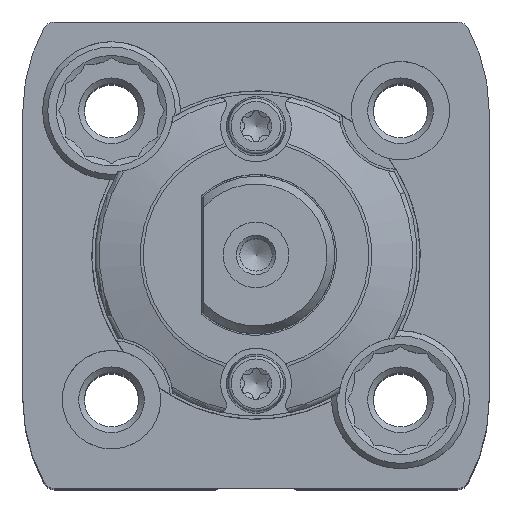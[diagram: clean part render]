
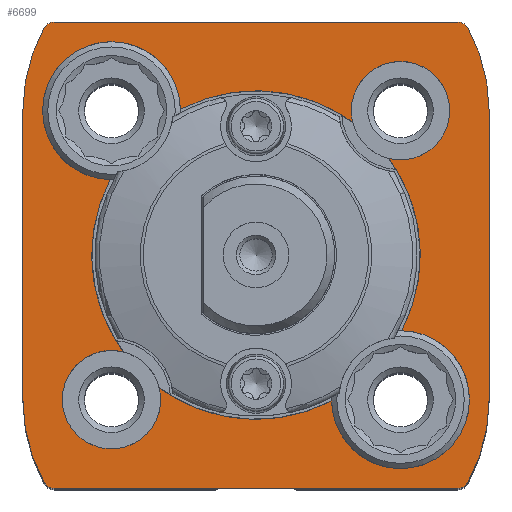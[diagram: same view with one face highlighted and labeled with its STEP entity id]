
A CAD part, top view. The second image highlights one B-rep face of the part: STEP entity #6699.
In plain terms, the highlighted planar face has unit normal (0, 0, 1).
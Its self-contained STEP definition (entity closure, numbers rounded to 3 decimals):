
#65=PLANE('',#7255);
#542=LINE('',#10583,#1011);
#543=LINE('',#10589,#1012);
#544=LINE('',#10595,#1013);
#545=LINE('',#10601,#1014);
#1011=VECTOR('',#8289,1000.);
#1012=VECTOR('',#8294,1000.);
#1013=VECTOR('',#8299,1000.);
#1014=VECTOR('',#8304,1000.);
#1652=ORIENTED_EDGE('',*,*,#3620,.T.);
#1653=ORIENTED_EDGE('',*,*,#3621,.T.);
#1654=ORIENTED_EDGE('',*,*,#3622,.T.);
#1655=ORIENTED_EDGE('',*,*,#3623,.T.);
#1656=ORIENTED_EDGE('',*,*,#3624,.T.);
#1657=ORIENTED_EDGE('',*,*,#3625,.T.);
#1658=ORIENTED_EDGE('',*,*,#3626,.T.);
#1659=ORIENTED_EDGE('',*,*,#3627,.T.);
#1660=ORIENTED_EDGE('',*,*,#3628,.T.);
#1661=ORIENTED_EDGE('',*,*,#3629,.T.);
#1662=ORIENTED_EDGE('',*,*,#3630,.T.);
#1663=ORIENTED_EDGE('',*,*,#3631,.T.);
#1664=ORIENTED_EDGE('',*,*,#3615,.T.);
#1665=ORIENTED_EDGE('',*,*,#3632,.T.);
#1666=ORIENTED_EDGE('',*,*,#3613,.T.);
#1667=ORIENTED_EDGE('',*,*,#3633,.T.);
#1668=ORIENTED_EDGE('',*,*,#3634,.T.);
#1669=ORIENTED_EDGE('',*,*,#3635,.T.);
#1670=ORIENTED_EDGE('',*,*,#3636,.T.);
#1671=ORIENTED_EDGE('',*,*,#3637,.T.);
#3613=EDGE_CURVE('',#4581,#4585,#5166,.T.);
#3615=EDGE_CURVE('',#4588,#4586,#5167,.T.);
#3620=EDGE_CURVE('',#4592,#4593,#5170,.T.);
#3621=EDGE_CURVE('',#4593,#4594,#542,.T.);
#3622=EDGE_CURVE('',#4594,#4595,#5171,.T.);
#3623=EDGE_CURVE('',#4595,#4596,#5172,.T.);
#3624=EDGE_CURVE('',#4596,#4597,#543,.T.);
#3625=EDGE_CURVE('',#4597,#4598,#5173,.T.);
#3626=EDGE_CURVE('',#4598,#4599,#5174,.T.);
#3627=EDGE_CURVE('',#4599,#4600,#544,.T.);
#3628=EDGE_CURVE('',#4600,#4601,#5175,.T.);
#3629=EDGE_CURVE('',#4601,#4602,#5176,.T.);
#3630=EDGE_CURVE('',#4602,#4603,#545,.T.);
#3631=EDGE_CURVE('',#4603,#4592,#5177,.T.);
#3632=EDGE_CURVE('',#4586,#4581,#5178,.F.);
#3633=EDGE_CURVE('',#4585,#4604,#5179,.F.);
#3634=EDGE_CURVE('',#4604,#4605,#5180,.T.);
#3635=EDGE_CURVE('',#4605,#4606,#5181,.F.);
#3636=EDGE_CURVE('',#4606,#4607,#5182,.T.);
#3637=EDGE_CURVE('',#4607,#4588,#5183,.F.);
#4581=VERTEX_POINT('',#10556);
#4585=VERTEX_POINT('',#10564);
#4586=VERTEX_POINT('',#10568);
#4588=VERTEX_POINT('',#10571);
#4592=VERTEX_POINT('',#10581);
#4593=VERTEX_POINT('',#10582);
#4594=VERTEX_POINT('',#10584);
#4595=VERTEX_POINT('',#10586);
#4596=VERTEX_POINT('',#10588);
#4597=VERTEX_POINT('',#10590);
#4598=VERTEX_POINT('',#10592);
#4599=VERTEX_POINT('',#10594);
#4600=VERTEX_POINT('',#10596);
#4601=VERTEX_POINT('',#10598);
#4602=VERTEX_POINT('',#10600);
#4603=VERTEX_POINT('',#10602);
#4604=VERTEX_POINT('',#10606);
#4605=VERTEX_POINT('',#10608);
#4606=VERTEX_POINT('',#10610);
#4607=VERTEX_POINT('',#10612);
#5166=CIRCLE('',#7250,12.5);
#5167=CIRCLE('',#7252,12.5);
#5170=CIRCLE('',#7256,13.);
#5171=CIRCLE('',#7257,13.);
#5172=CIRCLE('',#7258,0.85);
#5173=CIRCLE('',#7259,0.85);
#5174=CIRCLE('',#7260,13.);
#5175=CIRCLE('',#7261,13.);
#5176=CIRCLE('',#7262,0.85);
#5177=CIRCLE('',#7263,0.85);
#5178=CIRCLE('',#7264,5.25);
#5179=CIRCLE('',#7265,3.75);
#5180=CIRCLE('',#7266,12.5);
#5181=CIRCLE('',#7267,5.25);
#5182=CIRCLE('',#7268,12.5);
#5183=CIRCLE('',#7269,3.75);
#5490=EDGE_LOOP('',(#1652,#1653,#1654,#1655,#1656,#1657,#1658,#1659,#1660,
#1661,#1662,#1663));
#5491=EDGE_LOOP('',(#1664,#1665,#1666,#1667,#1668,#1669,#1670,#1671));
#6006=FACE_BOUND('',#5490,.T.);
#6007=FACE_BOUND('',#5491,.T.);
#6699=ADVANCED_FACE('',(#6006,#6007),#65,.T.);
#7250=AXIS2_PLACEMENT_3D('',#10565,#8272,#8273);
#7252=AXIS2_PLACEMENT_3D('',#10570,#8277,#8278);
#7255=AXIS2_PLACEMENT_3D('',#10579,#8285,#8286);
#7256=AXIS2_PLACEMENT_3D('',#10580,#8287,#8288);
#7257=AXIS2_PLACEMENT_3D('',#10585,#8290,#8291);
#7258=AXIS2_PLACEMENT_3D('',#10587,#8292,#8293);
#7259=AXIS2_PLACEMENT_3D('',#10591,#8295,#8296);
#7260=AXIS2_PLACEMENT_3D('',#10593,#8297,#8298);
#7261=AXIS2_PLACEMENT_3D('',#10597,#8300,#8301);
#7262=AXIS2_PLACEMENT_3D('',#10599,#8302,#8303);
#7263=AXIS2_PLACEMENT_3D('',#10603,#8305,#8306);
#7264=AXIS2_PLACEMENT_3D('',#10604,#8307,#8308);
#7265=AXIS2_PLACEMENT_3D('',#10605,#8309,#8310);
#7266=AXIS2_PLACEMENT_3D('',#10607,#8311,#8312);
#7267=AXIS2_PLACEMENT_3D('',#10609,#8313,#8314);
#7268=AXIS2_PLACEMENT_3D('',#10611,#8315,#8316);
#7269=AXIS2_PLACEMENT_3D('',#10613,#8317,#8318);
#8272=DIRECTION('',(0.,0.,-1.));
#8273=DIRECTION('',(-1.,0.,0.));
#8277=DIRECTION('',(0.,0.,-1.));
#8278=DIRECTION('',(-1.,0.,0.));
#8285=DIRECTION('',(0.,0.,1.));
#8286=DIRECTION('',(1.,0.,0.));
#8287=DIRECTION('',(0.,0.,1.));
#8288=DIRECTION('',(1.,0.,0.));
#8289=DIRECTION('',(0.,-1.,0.));
#8290=DIRECTION('',(0.,0.,1.));
#8291=DIRECTION('',(1.,0.,0.));
#8292=DIRECTION('',(0.,0.,1.));
#8293=DIRECTION('',(1.,0.,0.));
#8294=DIRECTION('',(1.,0.,0.));
#8295=DIRECTION('',(0.,0.,1.));
#8296=DIRECTION('',(1.,0.,0.));
#8297=DIRECTION('',(0.,0.,1.));
#8298=DIRECTION('',(1.,0.,0.));
#8299=DIRECTION('',(0.,1.,0.));
#8300=DIRECTION('',(0.,0.,1.));
#8301=DIRECTION('',(1.,0.,0.));
#8302=DIRECTION('',(0.,0.,1.));
#8303=DIRECTION('',(1.,0.,0.));
#8304=DIRECTION('',(-1.,0.,0.));
#8305=DIRECTION('',(0.,0.,1.));
#8306=DIRECTION('',(1.,0.,0.));
#8307=DIRECTION('',(0.,0.,1.));
#8308=DIRECTION('',(1.,0.,0.));
#8309=DIRECTION('',(0.,0.,1.));
#8310=DIRECTION('',(1.,0.,0.));
#8311=DIRECTION('',(0.,0.,-1.));
#8312=DIRECTION('',(-1.,0.,0.));
#8313=DIRECTION('',(0.,0.,1.));
#8314=DIRECTION('',(1.,0.,0.));
#8315=DIRECTION('',(0.,0.,-1.));
#8316=DIRECTION('',(-1.,0.,0.));
#8317=DIRECTION('',(0.,0.,1.));
#8318=DIRECTION('',(1.,0.,0.));
#10556=CARTESIAN_POINT('',(5.751,-11.099,0.));
#10564=CARTESIAN_POINT('',(-7.358,-10.105,0.));
#10565=CARTESIAN_POINT('',(0.,0.,0.));
#10568=CARTESIAN_POINT('',(11.099,-5.751,0.));
#10570=CARTESIAN_POINT('',(0.,0.,0.));
#10571=CARTESIAN_POINT('',(10.105,7.358,0.));
#10579=CARTESIAN_POINT('',(-4.75,11.,0.));
#10580=CARTESIAN_POINT('',(-4.75,11.,0.));
#10581=CARTESIAN_POINT('',(-16.114,17.313,0.));
#10582=CARTESIAN_POINT('',(-17.75,11.,0.));
#10583=CARTESIAN_POINT('',(-17.75,11.,0.));
#10584=CARTESIAN_POINT('',(-17.75,-11.,0.));
#10585=CARTESIAN_POINT('',(-4.75,-11.,0.));
#10586=CARTESIAN_POINT('',(-16.114,-17.313,0.));
#10587=CARTESIAN_POINT('',(-15.371,-16.9,0.));
#10588=CARTESIAN_POINT('',(-15.371,-17.75,0.));
#10589=CARTESIAN_POINT('',(-15.371,-17.75,0.));
#10590=CARTESIAN_POINT('',(15.371,-17.75,0.));
#10591=CARTESIAN_POINT('',(15.371,-16.9,0.));
#10592=CARTESIAN_POINT('',(16.114,-17.313,0.));
#10593=CARTESIAN_POINT('',(4.75,-11.,0.));
#10594=CARTESIAN_POINT('',(17.75,-11.,0.));
#10595=CARTESIAN_POINT('',(17.75,-11.,0.));
#10596=CARTESIAN_POINT('',(17.75,11.,0.));
#10597=CARTESIAN_POINT('',(4.75,11.,0.));
#10598=CARTESIAN_POINT('',(16.114,17.313,0.));
#10599=CARTESIAN_POINT('',(15.371,16.9,0.));
#10600=CARTESIAN_POINT('',(15.371,17.75,0.));
#10601=CARTESIAN_POINT('',(15.371,17.75,0.));
#10602=CARTESIAN_POINT('',(-15.371,17.75,0.));
#10603=CARTESIAN_POINT('',(-15.371,16.9,0.));
#10604=CARTESIAN_POINT('',(11.,-11.,0.));
#10605=CARTESIAN_POINT('',(-11.,-11.,0.));
#10606=CARTESIAN_POINT('',(-10.105,-7.358,0.));
#10607=CARTESIAN_POINT('',(0.,0.,0.));
#10608=CARTESIAN_POINT('',(-11.099,5.751,0.));
#10609=CARTESIAN_POINT('',(-11.,11.,0.));
#10610=CARTESIAN_POINT('',(-5.751,11.099,0.));
#10611=CARTESIAN_POINT('',(0.,0.,0.));
#10612=CARTESIAN_POINT('',(7.358,10.105,0.));
#10613=CARTESIAN_POINT('',(11.,11.,0.));
